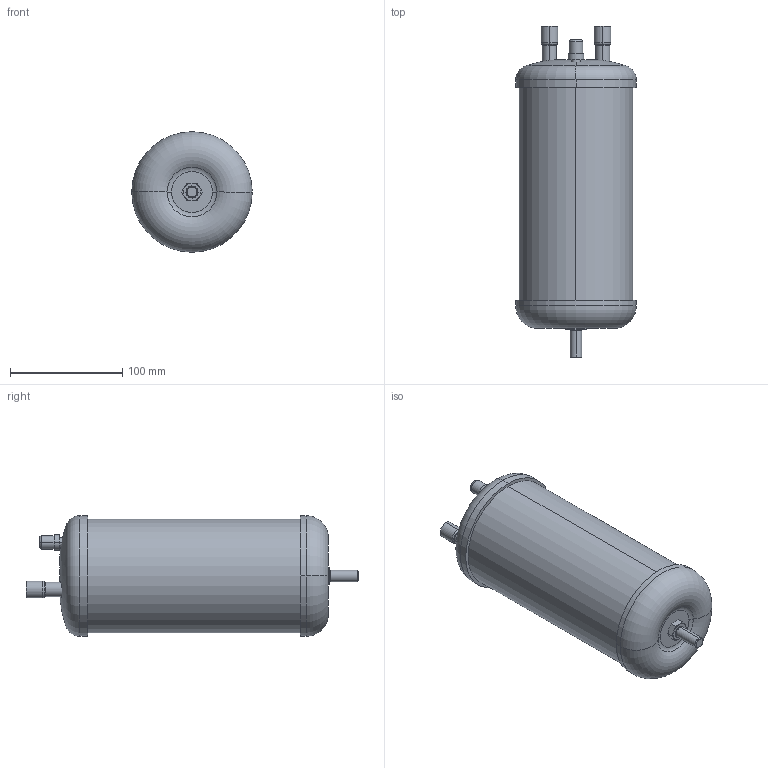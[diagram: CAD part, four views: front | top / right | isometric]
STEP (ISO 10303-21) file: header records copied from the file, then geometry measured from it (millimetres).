
FILE_DESCRIPTION((''),'2;1');
FILE_NAME('191U007610','2024-06-12T09:07:01',('U434391'),('DANFOSS COMMERCIAL COMPRESSOR'),'CREO PARAMETRIC BY PTC INC, 2022124','CREO PARAMETRIC BY PTC INC, 2022124','');
FILE_SCHEMA(('CONFIG_CONTROL_DESIGN'));
Length unit declared in the file: millimetre
Products named in the file (1): 191U007610
Bounding box: 107.6 x 296.4 x 107.6 mm (x, y, z)
Surface area: 181317.2 mm2 (no closed solid volume)
Topology: 0 solids, 9 shells, 84 faces, 188 edges, 114 vertices
Faces by surface type: cylinder 40, plane 22, torus 16, cone 4, bspline 2
Entity records: 2595 total; most frequent: CARTESIAN_POINT 667, DIRECTION 442, ORIENTED_EDGE 338, AXIS2_PLACEMENT_3D 190, EDGE_CURVE 188, VERTEX_POINT 114, CIRCLE 108, EDGE_LOOP 93
